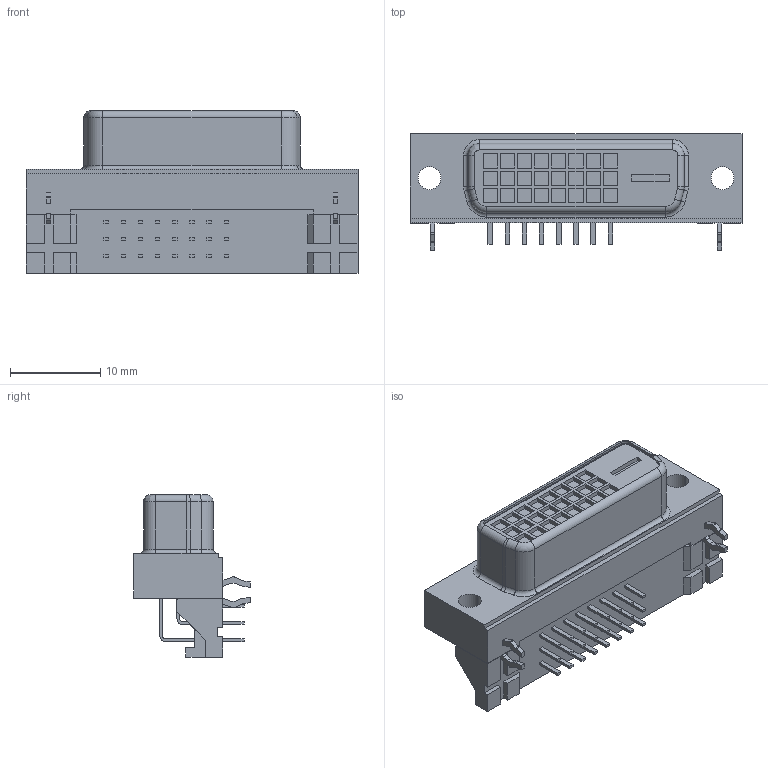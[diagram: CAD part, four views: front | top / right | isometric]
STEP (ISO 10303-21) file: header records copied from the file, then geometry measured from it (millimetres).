
FILE_DESCRIPTION((''),'2;1');
FILE_NAME('743209004','2020-10-20T',('me'),(''),'PRO/ENGINEER BY PARAMETRIC TECHNOLOGY CORPORATION, 2016010','PRO/ENGINEER BY PARAMETRIC TECHNOLOGY CORPORATION, 2016010','');
FILE_SCHEMA(('CONFIG_CONTROL_DESIGN'));
Length unit declared in the file: millimetre
Products named in the file (1): 743209004
Bounding box: 36.83 x 12.96 x 18.03 mm (x, y, z)
Volume: 3249.6 mm3; surface area: 3644.3 mm2
Topology: 1 solids, 1 shells, 659 faces, 1812 edges, 1208 vertices
Faces by surface type: plane 511, cylinder 124, torus 14, bspline 10
Entity records: 20892 total; most frequent: CARTESIAN_POINT 3762, ORIENTED_EDGE 3492, DIRECTION 3430, EDGE_CURVE 1746, VECTOR 1494, LINE 1494, VERTEX_POINT 1140, AXIS2_PLACEMENT_3D 968
